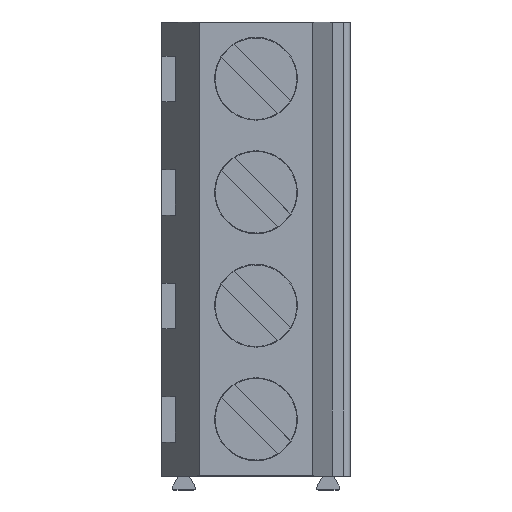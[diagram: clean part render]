
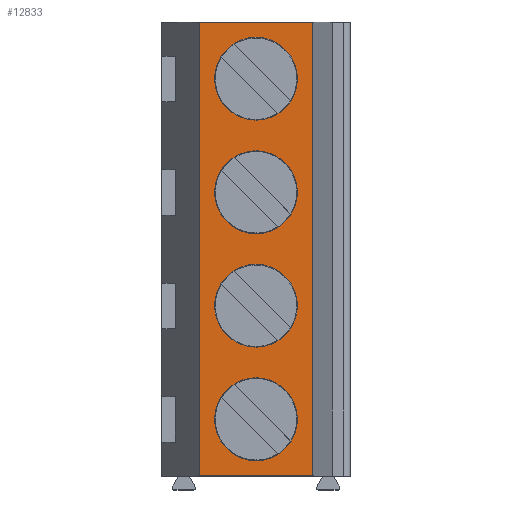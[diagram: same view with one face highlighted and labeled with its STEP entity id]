
A CAD part, top view. The second image highlights one B-rep face of the part: STEP entity #12833.
In plain terms, the highlighted planar face has unit normal (0, 0, 1).
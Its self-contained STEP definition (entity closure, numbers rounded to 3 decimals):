
#4695 = PLANE('',#4696);
#4696 = AXIS2_PLACEMENT_3D('',#4697,#4698,#4699);
#4697 = CARTESIAN_POINT('',(4.15,-15.,0.));
#4698 = DIRECTION('',(0.,-1.,0.));
#4699 = DIRECTION('',(0.,0.,-1.));
#4929 = PLANE('',#4930);
#4930 = AXIS2_PLACEMENT_3D('',#4931,#4932,#4933);
#4931 = CARTESIAN_POINT('',(4.15,5.,0.));
#4932 = DIRECTION('',(0.,-1.,0.));
#4933 = DIRECTION('',(0.,0.,-1.));
#5660 = VERTEX_POINT('',#5661);
#5661 = CARTESIAN_POINT('',(2.5,-15.,10.));
#5675 = PLANE('',#5676);
#5676 = AXIS2_PLACEMENT_3D('',#5677,#5678,#5679);
#5677 = CARTESIAN_POINT('',(2.5,5.,10.));
#5678 = DIRECTION('',(0.978,0.,0.208));
#5679 = DIRECTION('',(0.208,0.,-0.978)
  );
#5687 = EDGE_CURVE('',#5688,#5660,#5690,.T.);
#5688 = VERTEX_POINT('',#5689);
#5689 = CARTESIAN_POINT('',(-2.5,-15.,10.));
#5690 = SURFACE_CURVE('',#5691,(#5695,#5702),.PCURVE_S1.);
#5691 = LINE('',#5692,#5693);
#5692 = CARTESIAN_POINT('',(-2.5,-15.,10.));
#5693 = VECTOR('',#5694,1.);
#5694 = DIRECTION('',(1.,0.,0.));
#5695 = PCURVE('',#4695,#5696);
#5696 = DEFINITIONAL_REPRESENTATION('',(#5697),#5701);
#5697 = LINE('',#5698,#5699);
#5698 = CARTESIAN_POINT('',(-10.,-6.65));
#5699 = VECTOR('',#5700,1.);
#5700 = DIRECTION('',(0.,1.));
#5701 = ( GEOMETRIC_REPRESENTATION_CONTEXT(2) 
PARAMETRIC_REPRESENTATION_CONTEXT() REPRESENTATION_CONTEXT('2D SPACE',''
  ) );
#5702 = PCURVE('',#5703,#5708);
#5703 = PLANE('',#5704);
#5704 = AXIS2_PLACEMENT_3D('',#5705,#5706,#5707);
#5705 = CARTESIAN_POINT('',(-2.5,5.,10.));
#5706 = DIRECTION('',(0.,0.,1.));
#5707 = DIRECTION('',(1.,0.,0.));
#5708 = DEFINITIONAL_REPRESENTATION('',(#5709),#5713);
#5709 = LINE('',#5710,#5711);
#5710 = CARTESIAN_POINT('',(0.,-20.));
#5711 = VECTOR('',#5712,1.);
#5712 = DIRECTION('',(1.,0.));
#5713 = ( GEOMETRIC_REPRESENTATION_CONTEXT(2) 
PARAMETRIC_REPRESENTATION_CONTEXT() REPRESENTATION_CONTEXT('2D SPACE',''
  ) );
#5731 = PLANE('',#5732);
#5732 = AXIS2_PLACEMENT_3D('',#5733,#5734,#5735);
#5733 = CARTESIAN_POINT('',(-4.15,5.,4.));
#5734 = DIRECTION('',(-0.964,0.,0.265)
  );
#5735 = DIRECTION('',(0.265,0.,0.964));
#6585 = VERTEX_POINT('',#6586);
#6586 = CARTESIAN_POINT('',(2.5,5.,10.));
#6607 = EDGE_CURVE('',#6608,#6585,#6610,.T.);
#6608 = VERTEX_POINT('',#6609);
#6609 = CARTESIAN_POINT('',(-2.5,5.,10.));
#6610 = SURFACE_CURVE('',#6611,(#6615,#6622),.PCURVE_S1.);
#6611 = LINE('',#6612,#6613);
#6612 = CARTESIAN_POINT('',(-2.5,5.,10.));
#6613 = VECTOR('',#6614,1.);
#6614 = DIRECTION('',(1.,0.,0.));
#6615 = PCURVE('',#4929,#6616);
#6616 = DEFINITIONAL_REPRESENTATION('',(#6617),#6621);
#6617 = LINE('',#6618,#6619);
#6618 = CARTESIAN_POINT('',(-10.,-6.65));
#6619 = VECTOR('',#6620,1.);
#6620 = DIRECTION('',(0.,1.));
#6621 = ( GEOMETRIC_REPRESENTATION_CONTEXT(2) 
PARAMETRIC_REPRESENTATION_CONTEXT() REPRESENTATION_CONTEXT('2D SPACE',''
  ) );
#6622 = PCURVE('',#5703,#6623);
#6623 = DEFINITIONAL_REPRESENTATION('',(#6624),#6628);
#6624 = LINE('',#6625,#6626);
#6625 = CARTESIAN_POINT('',(0.,0.));
#6626 = VECTOR('',#6627,1.);
#6627 = DIRECTION('',(1.,0.));
#6628 = ( GEOMETRIC_REPRESENTATION_CONTEXT(2) 
PARAMETRIC_REPRESENTATION_CONTEXT() REPRESENTATION_CONTEXT('2D SPACE',''
  ) );
#12813 = EDGE_CURVE('',#6608,#5688,#12814,.T.);
#12814 = SURFACE_CURVE('',#12815,(#12819,#12826),.PCURVE_S1.);
#12815 = LINE('',#12816,#12817);
#12816 = CARTESIAN_POINT('',(-2.5,5.,10.));
#12817 = VECTOR('',#12818,1.);
#12818 = DIRECTION('',(0.,-1.,0.));
#12819 = PCURVE('',#5731,#12820);
#12820 = DEFINITIONAL_REPRESENTATION('',(#12821),#12825);
#12821 = LINE('',#12822,#12823);
#12822 = CARTESIAN_POINT('',(6.223,0.));
#12823 = VECTOR('',#12824,1.);
#12824 = DIRECTION('',(0.,-1.));
#12825 = ( GEOMETRIC_REPRESENTATION_CONTEXT(2) 
PARAMETRIC_REPRESENTATION_CONTEXT() REPRESENTATION_CONTEXT('2D SPACE',''
  ) );
#12826 = PCURVE('',#5703,#12827);
#12827 = DEFINITIONAL_REPRESENTATION('',(#12828),#12832);
#12828 = LINE('',#12829,#12830);
#12829 = CARTESIAN_POINT('',(0.,0.));
#12830 = VECTOR('',#12831,1.);
#12831 = DIRECTION('',(0.,-1.));
#12832 = ( GEOMETRIC_REPRESENTATION_CONTEXT(2) 
PARAMETRIC_REPRESENTATION_CONTEXT() REPRESENTATION_CONTEXT('2D SPACE',''
  ) );
#12833 = ADVANCED_FACE('',(#12834,#12860,#12891,#12922,#12953),#5703,.T.
  );
#12834 = FACE_BOUND('',#12835,.T.);
#12835 = EDGE_LOOP('',(#12836,#12837,#12838,#12859));
#12836 = ORIENTED_EDGE('',*,*,#12813,.T.);
#12837 = ORIENTED_EDGE('',*,*,#5687,.T.);
#12838 = ORIENTED_EDGE('',*,*,#12839,.F.);
#12839 = EDGE_CURVE('',#6585,#5660,#12840,.T.);
#12840 = SURFACE_CURVE('',#12841,(#12845,#12852),.PCURVE_S1.);
#12841 = LINE('',#12842,#12843);
#12842 = CARTESIAN_POINT('',(2.5,5.,10.));
#12843 = VECTOR('',#12844,1.);
#12844 = DIRECTION('',(0.,-1.,0.));
#12845 = PCURVE('',#5703,#12846);
#12846 = DEFINITIONAL_REPRESENTATION('',(#12847),#12851);
#12847 = LINE('',#12848,#12849);
#12848 = CARTESIAN_POINT('',(5.,0.));
#12849 = VECTOR('',#12850,1.);
#12850 = DIRECTION('',(0.,-1.));
#12851 = ( GEOMETRIC_REPRESENTATION_CONTEXT(2) 
PARAMETRIC_REPRESENTATION_CONTEXT() REPRESENTATION_CONTEXT('2D SPACE',''
  ) );
#12852 = PCURVE('',#5675,#12853);
#12853 = DEFINITIONAL_REPRESENTATION('',(#12854),#12858);
#12854 = LINE('',#12855,#12856);
#12855 = CARTESIAN_POINT('',(0.,0.));
#12856 = VECTOR('',#12857,1.);
#12857 = DIRECTION('',(0.,-1.));
#12858 = ( GEOMETRIC_REPRESENTATION_CONTEXT(2) 
PARAMETRIC_REPRESENTATION_CONTEXT() REPRESENTATION_CONTEXT('2D SPACE',''
  ) );
#12859 = ORIENTED_EDGE('',*,*,#6607,.F.);
#12860 = FACE_BOUND('',#12861,.T.);
#12861 = EDGE_LOOP('',(#12862));
#12862 = ORIENTED_EDGE('',*,*,#12863,.F.);
#12863 = EDGE_CURVE('',#12864,#12864,#12866,.T.);
#12864 = VERTEX_POINT('',#12865);
#12865 = CARTESIAN_POINT('',(-1.825,-7.5,10.));
#12866 = SURFACE_CURVE('',#12867,(#12872,#12879),.PCURVE_S1.);
#12867 = CIRCLE('',#12868,1.825);
#12868 = AXIS2_PLACEMENT_3D('',#12869,#12870,#12871);
#12869 = CARTESIAN_POINT('',(0.,-7.5,10.));
#12870 = DIRECTION('',(0.,0.,1.));
#12871 = DIRECTION('',(-1.,0.,0.));
#12872 = PCURVE('',#5703,#12873);
#12873 = DEFINITIONAL_REPRESENTATION('',(#12874),#12878);
#12874 = CIRCLE('',#12875,1.825);
#12875 = AXIS2_PLACEMENT_2D('',#12876,#12877);
#12876 = CARTESIAN_POINT('',(2.5,-12.5));
#12877 = DIRECTION('',(-1.,-0.));
#12878 = ( GEOMETRIC_REPRESENTATION_CONTEXT(2) 
PARAMETRIC_REPRESENTATION_CONTEXT() REPRESENTATION_CONTEXT('2D SPACE',''
  ) );
#12879 = PCURVE('',#12880,#12885);
#12880 = CYLINDRICAL_SURFACE('',#12881,1.825);
#12881 = AXIS2_PLACEMENT_3D('',#12882,#12883,#12884);
#12882 = CARTESIAN_POINT('',(0.,-7.5,10.));
#12883 = DIRECTION('',(0.,0.,1.));
#12884 = DIRECTION('',(-1.,0.,0.));
#12885 = DEFINITIONAL_REPRESENTATION('',(#12886),#12890);
#12886 = LINE('',#12887,#12888);
#12887 = CARTESIAN_POINT('',(0.,0.));
#12888 = VECTOR('',#12889,1.);
#12889 = DIRECTION('',(1.,0.));
#12890 = ( GEOMETRIC_REPRESENTATION_CONTEXT(2) 
PARAMETRIC_REPRESENTATION_CONTEXT() REPRESENTATION_CONTEXT('2D SPACE',''
  ) );
#12891 = FACE_BOUND('',#12892,.T.);
#12892 = EDGE_LOOP('',(#12893));
#12893 = ORIENTED_EDGE('',*,*,#12894,.F.);
#12894 = EDGE_CURVE('',#12895,#12895,#12897,.T.);
#12895 = VERTEX_POINT('',#12896);
#12896 = CARTESIAN_POINT('',(-1.825,-2.5,10.));
#12897 = SURFACE_CURVE('',#12898,(#12903,#12910),.PCURVE_S1.);
#12898 = CIRCLE('',#12899,1.825);
#12899 = AXIS2_PLACEMENT_3D('',#12900,#12901,#12902);
#12900 = CARTESIAN_POINT('',(0.,-2.5,10.));
#12901 = DIRECTION('',(0.,0.,1.));
#12902 = DIRECTION('',(-1.,0.,0.));
#12903 = PCURVE('',#5703,#12904);
#12904 = DEFINITIONAL_REPRESENTATION('',(#12905),#12909);
#12905 = CIRCLE('',#12906,1.825);
#12906 = AXIS2_PLACEMENT_2D('',#12907,#12908);
#12907 = CARTESIAN_POINT('',(2.5,-7.5));
#12908 = DIRECTION('',(-1.,-0.));
#12909 = ( GEOMETRIC_REPRESENTATION_CONTEXT(2) 
PARAMETRIC_REPRESENTATION_CONTEXT() REPRESENTATION_CONTEXT('2D SPACE',''
  ) );
#12910 = PCURVE('',#12911,#12916);
#12911 = CYLINDRICAL_SURFACE('',#12912,1.825);
#12912 = AXIS2_PLACEMENT_3D('',#12913,#12914,#12915);
#12913 = CARTESIAN_POINT('',(0.,-2.5,10.));
#12914 = DIRECTION('',(0.,0.,1.));
#12915 = DIRECTION('',(-1.,0.,0.));
#12916 = DEFINITIONAL_REPRESENTATION('',(#12917),#12921);
#12917 = LINE('',#12918,#12919);
#12918 = CARTESIAN_POINT('',(0.,0.));
#12919 = VECTOR('',#12920,1.);
#12920 = DIRECTION('',(1.,0.));
#12921 = ( GEOMETRIC_REPRESENTATION_CONTEXT(2) 
PARAMETRIC_REPRESENTATION_CONTEXT() REPRESENTATION_CONTEXT('2D SPACE',''
  ) );
#12922 = FACE_BOUND('',#12923,.T.);
#12923 = EDGE_LOOP('',(#12924));
#12924 = ORIENTED_EDGE('',*,*,#12925,.F.);
#12925 = EDGE_CURVE('',#12926,#12926,#12928,.T.);
#12926 = VERTEX_POINT('',#12927);
#12927 = CARTESIAN_POINT('',(-1.825,2.5,10.));
#12928 = SURFACE_CURVE('',#12929,(#12934,#12941),.PCURVE_S1.);
#12929 = CIRCLE('',#12930,1.825);
#12930 = AXIS2_PLACEMENT_3D('',#12931,#12932,#12933);
#12931 = CARTESIAN_POINT('',(0.,2.5,10.));
#12932 = DIRECTION('',(0.,0.,1.));
#12933 = DIRECTION('',(-1.,0.,0.));
#12934 = PCURVE('',#5703,#12935);
#12935 = DEFINITIONAL_REPRESENTATION('',(#12936),#12940);
#12936 = CIRCLE('',#12937,1.825);
#12937 = AXIS2_PLACEMENT_2D('',#12938,#12939);
#12938 = CARTESIAN_POINT('',(2.5,-2.5));
#12939 = DIRECTION('',(-1.,-0.));
#12940 = ( GEOMETRIC_REPRESENTATION_CONTEXT(2) 
PARAMETRIC_REPRESENTATION_CONTEXT() REPRESENTATION_CONTEXT('2D SPACE',''
  ) );
#12941 = PCURVE('',#12942,#12947);
#12942 = CYLINDRICAL_SURFACE('',#12943,1.825);
#12943 = AXIS2_PLACEMENT_3D('',#12944,#12945,#12946);
#12944 = CARTESIAN_POINT('',(0.,2.5,10.));
#12945 = DIRECTION('',(0.,0.,1.));
#12946 = DIRECTION('',(-1.,0.,0.));
#12947 = DEFINITIONAL_REPRESENTATION('',(#12948),#12952);
#12948 = LINE('',#12949,#12950);
#12949 = CARTESIAN_POINT('',(0.,0.));
#12950 = VECTOR('',#12951,1.);
#12951 = DIRECTION('',(1.,0.));
#12952 = ( GEOMETRIC_REPRESENTATION_CONTEXT(2) 
PARAMETRIC_REPRESENTATION_CONTEXT() REPRESENTATION_CONTEXT('2D SPACE',''
  ) );
#12953 = FACE_BOUND('',#12954,.T.);
#12954 = EDGE_LOOP('',(#12955));
#12955 = ORIENTED_EDGE('',*,*,#12956,.F.);
#12956 = EDGE_CURVE('',#12957,#12957,#12959,.T.);
#12957 = VERTEX_POINT('',#12958);
#12958 = CARTESIAN_POINT('',(-1.825,-12.5,10.));
#12959 = SURFACE_CURVE('',#12960,(#12965,#12972),.PCURVE_S1.);
#12960 = CIRCLE('',#12961,1.825);
#12961 = AXIS2_PLACEMENT_3D('',#12962,#12963,#12964);
#12962 = CARTESIAN_POINT('',(0.,-12.5,10.));
#12963 = DIRECTION('',(0.,0.,1.));
#12964 = DIRECTION('',(-1.,0.,0.));
#12965 = PCURVE('',#5703,#12966);
#12966 = DEFINITIONAL_REPRESENTATION('',(#12967),#12971);
#12967 = CIRCLE('',#12968,1.825);
#12968 = AXIS2_PLACEMENT_2D('',#12969,#12970);
#12969 = CARTESIAN_POINT('',(2.5,-17.5));
#12970 = DIRECTION('',(-1.,-0.));
#12971 = ( GEOMETRIC_REPRESENTATION_CONTEXT(2) 
PARAMETRIC_REPRESENTATION_CONTEXT() REPRESENTATION_CONTEXT('2D SPACE',''
  ) );
#12972 = PCURVE('',#12973,#12978);
#12973 = CYLINDRICAL_SURFACE('',#12974,1.825);
#12974 = AXIS2_PLACEMENT_3D('',#12975,#12976,#12977);
#12975 = CARTESIAN_POINT('',(0.,-12.5,10.));
#12976 = DIRECTION('',(0.,0.,1.));
#12977 = DIRECTION('',(-1.,0.,0.));
#12978 = DEFINITIONAL_REPRESENTATION('',(#12979),#12983);
#12979 = LINE('',#12980,#12981);
#12980 = CARTESIAN_POINT('',(0.,0.));
#12981 = VECTOR('',#12982,1.);
#12982 = DIRECTION('',(1.,0.));
#12983 = ( GEOMETRIC_REPRESENTATION_CONTEXT(2) 
PARAMETRIC_REPRESENTATION_CONTEXT() REPRESENTATION_CONTEXT('2D SPACE',''
  ) );
